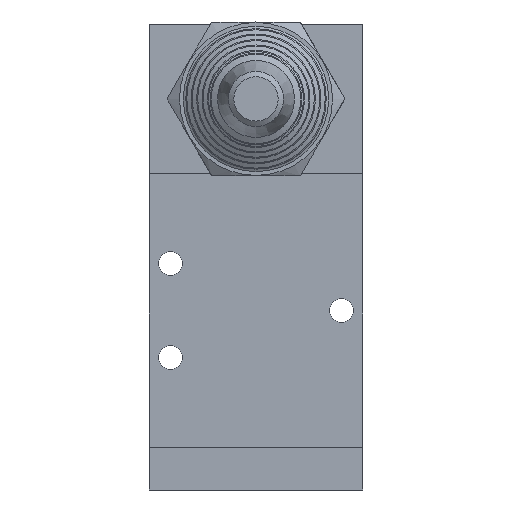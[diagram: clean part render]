
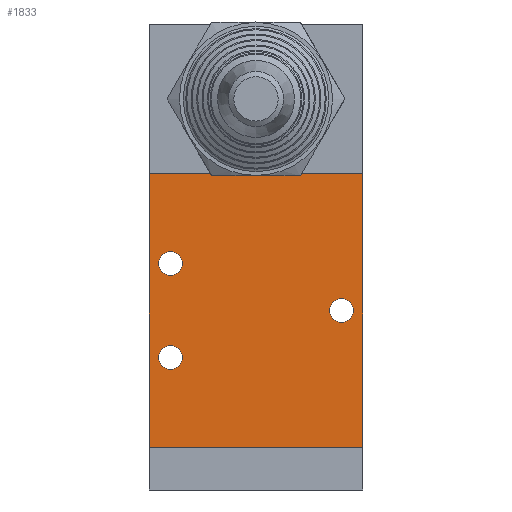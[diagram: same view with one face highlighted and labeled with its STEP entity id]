
A CAD part, front view. The second image highlights one B-rep face of the part: STEP entity #1833.
In plain terms, the highlighted planar face has unit normal (0, -1, 0).
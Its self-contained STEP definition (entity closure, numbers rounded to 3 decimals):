
#1353=CARTESIAN_POINT('',(-17.25,-15.0,-11.));
#1354=VERTEX_POINT('',#1353);
#1355=CARTESIAN_POINT('',(-20.,-15.0,-11.));
#1356=DIRECTION('',(0.0,1.0,0.0));
#1357=DIRECTION('',(-1.0,0.0,0.0));
#1358=AXIS2_PLACEMENT_3D('',#1355,#1356,#1357);
#1359=CIRCLE('',#1358,2.75);
#1360=EDGE_CURVE('',#1354,#1354,#1359,.T.);
#1381=CARTESIAN_POINT('',(-17.25,-15.0,11.));
#1382=VERTEX_POINT('',#1381);
#1383=CARTESIAN_POINT('',(-20.,-15.0,11.));
#1384=DIRECTION('',(0.0,1.0,0.0));
#1385=DIRECTION('',(-1.0,0.0,0.0));
#1386=AXIS2_PLACEMENT_3D('',#1383,#1384,#1385);
#1387=CIRCLE('',#1386,2.75);
#1388=EDGE_CURVE('',#1382,#1382,#1387,.T.);
#1409=CARTESIAN_POINT('',(22.75,-15.,0.));
#1410=VERTEX_POINT('',#1409);
#1411=CARTESIAN_POINT('',(20.,-15.,0.0));
#1412=DIRECTION('',(0.0,1.0,0.0));
#1413=DIRECTION('',(-1.0,0.0,0.0));
#1414=AXIS2_PLACEMENT_3D('',#1411,#1412,#1413);
#1415=CIRCLE('',#1414,2.75);
#1416=EDGE_CURVE('',#1410,#1410,#1415,.T.);
#1725=CARTESIAN_POINT('',(-25.,-15.0,-32.0));
#1726=VERTEX_POINT('',#1725);
#1741=CARTESIAN_POINT('',(25.0,-15.,-32.0));
#1742=VERTEX_POINT('',#1741);
#1749=CARTESIAN_POINT('',(-25.,-15.0,-32.0));
#1750=DIRECTION('',(1.0,0.0,0.0));
#1751=VECTOR('',#1750,50.);
#1752=LINE('',#1749,#1751);
#1753=EDGE_CURVE('',#1726,#1742,#1752,.T.);
#1771=CARTESIAN_POINT('',(25.0,-15.,32.0));
#1772=VERTEX_POINT('',#1771);
#1779=CARTESIAN_POINT('',(25.0,-15.,32.0));
#1780=DIRECTION('',(0.0,0.0,-1.0));
#1781=VECTOR('',#1780,64.0);
#1782=LINE('',#1779,#1781);
#1783=EDGE_CURVE('',#1772,#1742,#1782,.T.);
#1801=CARTESIAN_POINT('',(25.0,-15.,0.0));
#1802=DIRECTION('',(0.0,-1.0,0.0));
#1803=DIRECTION('',(0.0,0.0,-1.0));
#1804=AXIS2_PLACEMENT_3D('',#1801,#1802,#1803);
#1805=PLANE('',#1804);
#1806=CARTESIAN_POINT('',(-25.,-15.0,32.0));
#1807=VERTEX_POINT('',#1806);
#1808=CARTESIAN_POINT('',(25.0,-15.,32.0));
#1809=DIRECTION('',(-1.0,0.0,0.0));
#1810=VECTOR('',#1809,50.);
#1811=LINE('',#1808,#1810);
#1812=EDGE_CURVE('',#1772,#1807,#1811,.T.);
#1813=ORIENTED_EDGE('',*,*,#1812,.T.);
#1814=CARTESIAN_POINT('',(-25.,-15.0,32.0));
#1815=DIRECTION('',(0.0,0.0,-1.0));
#1816=VECTOR('',#1815,64.0);
#1817=LINE('',#1814,#1816);
#1818=EDGE_CURVE('',#1807,#1726,#1817,.T.);
#1819=ORIENTED_EDGE('',*,*,#1818,.T.);
#1820=ORIENTED_EDGE('',*,*,#1753,.T.);
#1821=ORIENTED_EDGE('',*,*,#1783,.F.);
#1822=EDGE_LOOP('',(#1813,#1819,#1820,#1821));
#1823=FACE_OUTER_BOUND('',#1822,.T.);
#1824=ORIENTED_EDGE('',*,*,#1360,.T.);
#1825=EDGE_LOOP('',(#1824));
#1826=FACE_BOUND('',#1825,.T.);
#1827=ORIENTED_EDGE('',*,*,#1388,.T.);
#1828=EDGE_LOOP('',(#1827));
#1829=FACE_BOUND('',#1828,.T.);
#1830=ORIENTED_EDGE('',*,*,#1416,.T.);
#1831=EDGE_LOOP('',(#1830));
#1832=FACE_BOUND('',#1831,.T.);
#1833=ADVANCED_FACE('',(#1823,#1826,#1829,#1832),#1805,.T.);
